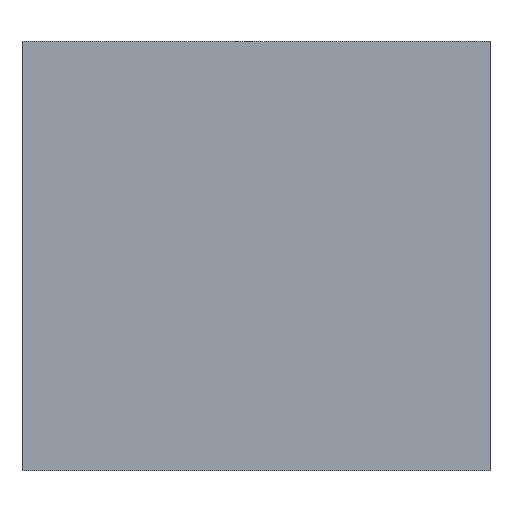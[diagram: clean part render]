
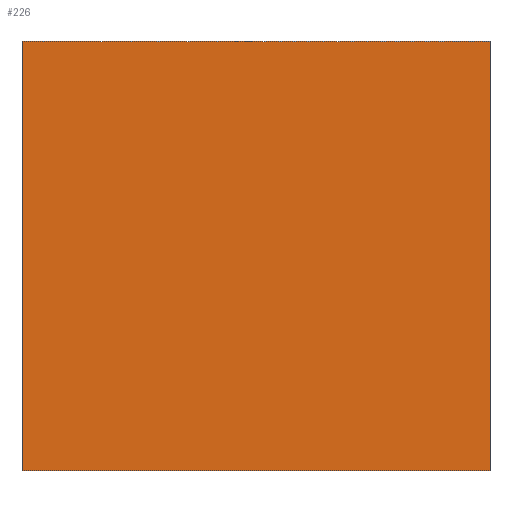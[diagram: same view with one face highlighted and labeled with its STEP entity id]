
A CAD part, front view. The second image highlights one B-rep face of the part: STEP entity #226.
In plain terms, the highlighted planar face has unit normal (0, -1, 0).
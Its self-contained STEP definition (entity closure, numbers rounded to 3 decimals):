
#22=PLANE('',#262);
#34=FACE_OUTER_BOUND('',#46,.T.);
#46=EDGE_LOOP('',(#202,#203,#204,#205));
#54=LINE('',#348,#80);
#64=LINE('',#366,#90);
#72=LINE('',#383,#98);
#73=LINE('',#384,#99);
#80=VECTOR('',#286,10.);
#90=VECTOR('',#300,10.);
#98=VECTOR('',#318,10.);
#99=VECTOR('',#319,10.);
#113=VERTEX_POINT('',#345);
#114=VERTEX_POINT('',#347);
#120=VERTEX_POINT('',#364);
#124=VERTEX_POINT('',#382);
#134=EDGE_CURVE('',#114,#113,#54,.T.);
#144=EDGE_CURVE('',#120,#113,#64,.T.);
#152=EDGE_CURVE('',#124,#114,#72,.T.);
#153=EDGE_CURVE('',#124,#120,#73,.T.);
#202=ORIENTED_EDGE('',*,*,#152,.T.);
#203=ORIENTED_EDGE('',*,*,#134,.T.);
#204=ORIENTED_EDGE('',*,*,#144,.F.);
#205=ORIENTED_EDGE('',*,*,#153,.F.);
#226=ADVANCED_FACE('',(#34),#22,.T.);
#262=AXIS2_PLACEMENT_3D('',#381,#316,#317);
#286=DIRECTION('',(0.,0.,1.));
#300=DIRECTION('',(1.,0.,0.));
#316=DIRECTION('center_axis',(0.,-1.,0.));
#317=DIRECTION('ref_axis',(1.,0.,0.));
#318=DIRECTION('',(1.,0.,0.));
#319=DIRECTION('',(0.,0.,1.));
#345=CARTESIAN_POINT('',(60.,-70.,110.));
#347=CARTESIAN_POINT('',(60.,-70.,0.));
#348=CARTESIAN_POINT('',(60.,-70.,0.));
#364=CARTESIAN_POINT('',(-60.,-70.,110.));
#366=CARTESIAN_POINT('',(-60.,-70.,110.));
#381=CARTESIAN_POINT('Origin',(-60.,-70.,0.));
#382=CARTESIAN_POINT('',(-60.,-70.,0.));
#383=CARTESIAN_POINT('',(-60.,-70.,0.));
#384=CARTESIAN_POINT('',(-60.,-70.,0.));
